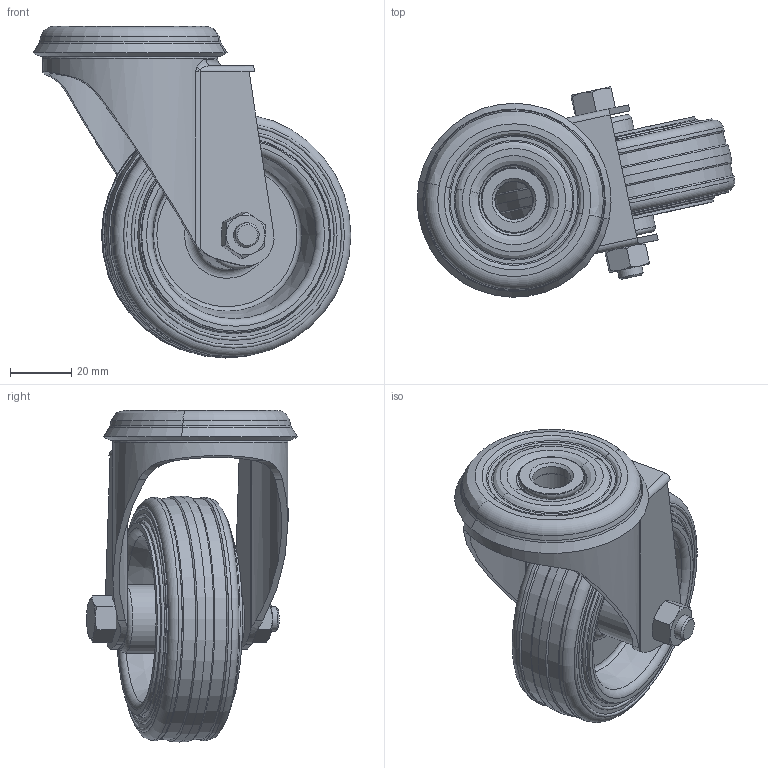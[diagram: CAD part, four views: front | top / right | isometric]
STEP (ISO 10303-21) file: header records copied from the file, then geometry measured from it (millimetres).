
FILE_DESCRIPTION(/* description */ (''),/* implementation_level */ '2;1');
FILE_NAME(/* name */ 'CRUST0000001.stp',/* time_stamp */ '2018-05-30T10:38:54+02:00',/* author */ ('fzagni'),/* organization */ (''),/* preprocessor_version */ 'ST-DEVELOPER v16.1',/* originating_system */ 'Autodesk Inventor 2016',/* authorisation */ '');
FILE_SCHEMA (('AUTOMOTIVE_DESIGN { 1 0 10303 214 3 1 1 }'));
Length unit declared in the file: millimetre
Products named in the file (6): 440000005120; 440000005119; 440000005326; 440000005339; 440000005340; CRUST0000001 (24.169.00) CEBORA
Assembly tree (5 placements, depth 2):
  CRUST0000001 (24.169.00) CEBORA
    440000005120
    440000005119
    440000005326
    440000005339
    440000005340
Bounding box: 103.37 x 68.58 x 108 mm (x, y, z)
Volume: 133451 mm3; surface area: 52739.1 mm2
Topology: 5 solids, 5 shells, 192 faces, 434 edges, 263 vertices
Faces by surface type: plane 49, torus 42, cone 41, cylinder 31, bspline 29
Full cylindrical faces by diameter (mm): 8 x2, 8.3 x2, 12.3 x1, 12.5 x1, 13.15 x1, 14.5 x2, 20.15 x1, 22.15 x2, 45.15 x1, 57 x1, 62.5 x2
Entity records: 11581 total; most frequent: CARTESIAN_POINT 7608, DIRECTION 812, ORIENTED_EDGE 726, AXIS2_PLACEMENT_3D 373, EDGE_CURVE 363, EDGE_LOOP 275, VERTEX_POINT 252, FACE_OUTER_BOUND 192
